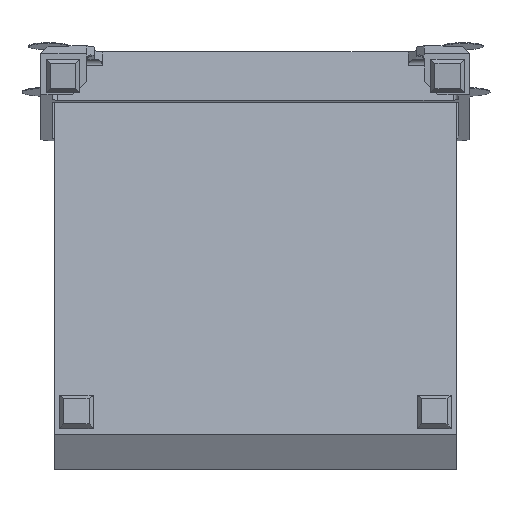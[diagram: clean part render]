
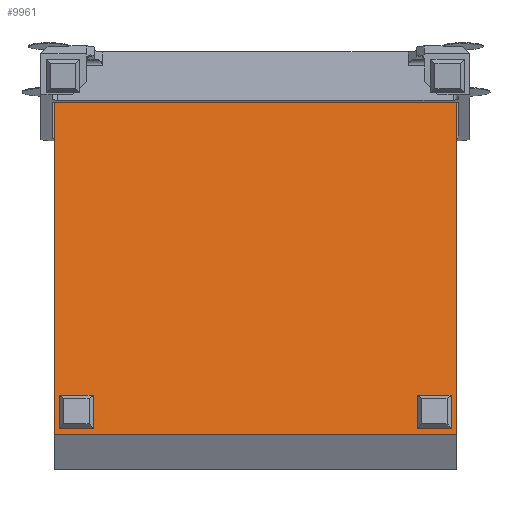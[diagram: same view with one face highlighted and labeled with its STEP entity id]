
A CAD part, front view. The second image highlights one B-rep face of the part: STEP entity #9961.
In plain terms, the highlighted face is planar.
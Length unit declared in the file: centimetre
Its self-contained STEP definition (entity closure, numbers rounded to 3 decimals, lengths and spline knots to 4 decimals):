
#2027=VECTOR('',#16326,1.);
#2035=VECTOR('',#16340,1.);
#2040=VECTOR('',#16347,1.);
#2041=VECTOR('',#16349,1.);
#2823=LINE('',#12816,#2027);
#2831=LINE('',#12838,#2035);
#2836=LINE('',#12847,#2040);
#2837=LINE('',#12849,#2041);
#3460=PLANE('',#10547);
#3990=VERTEX_POINT('',#12814);
#3992=VERTEX_POINT('',#12817);
#4001=VERTEX_POINT('',#12837);
#4003=VERTEX_POINT('',#12846);
#5242=EDGE_CURVE('',#3992,#3990,#2823,.T.);
#5252=EDGE_CURVE('',#3990,#4001,#2831,.T.);
#5257=EDGE_CURVE('',#3992,#4003,#2836,.T.);
#5258=EDGE_CURVE('',#4001,#4003,#2837,.T.);
#6849=ORIENTED_EDGE('',*,*,#5258,.T.);
#6850=ORIENTED_EDGE('',*,*,#5257,.F.);
#6851=ORIENTED_EDGE('',*,*,#5242,.T.);
#6852=ORIENTED_EDGE('',*,*,#5252,.T.);
#8599=EDGE_LOOP('',(#6849,#6850,#6851,#6852));
#9298=FACE_BOUND('',#8599,.T.);
#9961=ADVANCED_FACE('',(#9298),#3460,.T.);
#10547=AXIS2_PLACEMENT_3D('',#12848,#16348,$);
#12814=CARTESIAN_POINT('',(-7.5,4.3,-7.));
#12816=CARTESIAN_POINT('',(7.5,4.3,-7.));
#12817=CARTESIAN_POINT('',(7.5,4.3,-7.));
#12837=CARTESIAN_POINT('',(-7.5,4.3,7.));
#12838=CARTESIAN_POINT('',(-7.5,4.3,-7.));
#12846=CARTESIAN_POINT('',(7.5,4.3,7.));
#12847=CARTESIAN_POINT('',(7.5,4.3,-7.));
#12848=CARTESIAN_POINT('',(0.,4.3,-7.));
#12849=CARTESIAN_POINT('',(7.5,4.3,7.));
#16326=DIRECTION('',(-1.,0.,0.));
#16340=DIRECTION('',(0.,0.,1.));
#16347=DIRECTION('',(0.,0.,1.));
#16348=DIRECTION('',(0.,1.,0.));
#16349=DIRECTION('',(1.,0.,0.));
